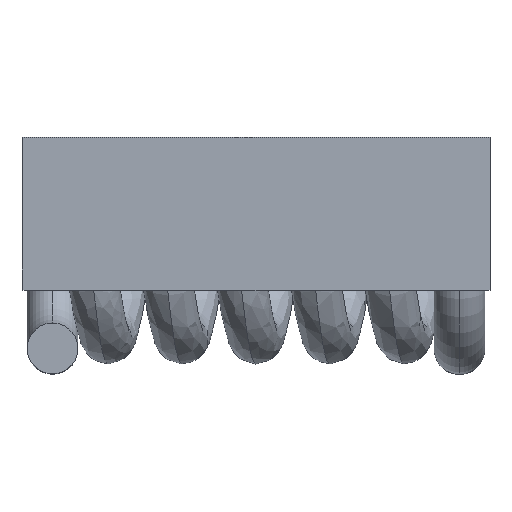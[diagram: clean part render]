
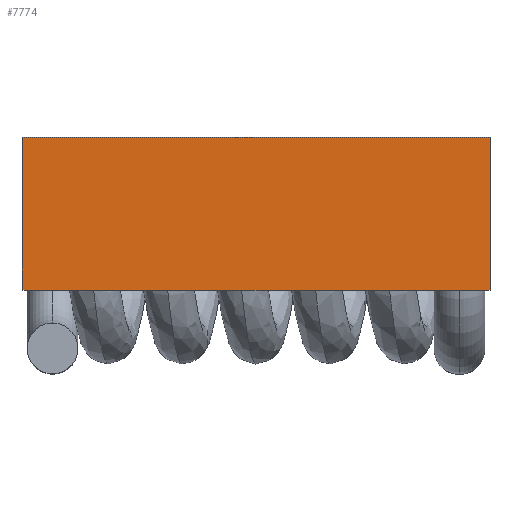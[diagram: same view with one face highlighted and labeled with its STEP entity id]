
A CAD part, top view. The second image highlights one B-rep face of the part: STEP entity #7774.
In plain terms, the highlighted planar face has unit normal (0, 0, 1).
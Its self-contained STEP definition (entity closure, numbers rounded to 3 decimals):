
#150 = VERTEX_POINT ( 'NONE', #3113 ) ;
#627 = VECTOR ( 'NONE', #3361, 1000. ) ;
#740 = CARTESIAN_POINT ( 'NONE',  ( -0.6, -0.75, 2.25 ) ) ;
#819 = DIRECTION ( 'NONE',  ( 0., 1., 0. ) ) ;
#821 = LINE ( 'NONE', #740, #3581 ) ;
#2097 = DIRECTION ( 'NONE',  ( 1., 0., 0. ) ) ;
#2226 = LINE ( 'NONE', #2227, #9006 ) ;
#2227 = CARTESIAN_POINT ( 'NONE',  ( -0.6, -0.75, 2.25 ) ) ;
#3113 = CARTESIAN_POINT ( 'NONE',  ( 8.6, -0.75, 2.25 ) ) ;
#3248 = EDGE_LOOP ( 'NONE', ( #5807, #5692, #5804, #5806 ) ) ;
#3359 = LINE ( 'NONE', #3360, #627 ) ;
#3360 = CARTESIAN_POINT ( 'NONE',  ( -0.6, 2.25, 2.25 ) ) ;
#3361 = DIRECTION ( 'NONE',  ( 1., 0., 0. ) ) ;
#3581 = VECTOR ( 'NONE', #819, 1000. ) ;
#3670 = EDGE_CURVE ( 'NONE', #5688, #150, #2226, .T. ) ;
#3673 = EDGE_CURVE ( 'NONE', #150, #5647, #5145, .T. ) ;
#3720 = EDGE_CURVE ( 'NONE', #5688, #5831, #821, .T. ) ;
#4998 = DIRECTION ( 'NONE',  ( 0., 1., 0. ) ) ;
#5124 = CARTESIAN_POINT ( 'NONE',  ( 8.6, -0.75, 2.25 ) ) ;
#5145 = LINE ( 'NONE', #5124, #9000 ) ;
#5647 = VERTEX_POINT ( 'NONE', #7269 ) ;
#5688 = VERTEX_POINT ( 'NONE', #7102 ) ;
#5692 = ORIENTED_EDGE ( 'NONE', *, *, #7916, .F. ) ;
#5804 = ORIENTED_EDGE ( 'NONE', *, *, #3720, .F. ) ;
#5806 = ORIENTED_EDGE ( 'NONE', *, *, #3670, .T. ) ;
#5807 = ORIENTED_EDGE ( 'NONE', *, *, #3673, .T. ) ;
#5831 = VERTEX_POINT ( 'NONE', #7099 ) ;
#7099 = CARTESIAN_POINT ( 'NONE',  ( -0.6, 2.25, 2.25 ) ) ;
#7102 = CARTESIAN_POINT ( 'NONE',  ( -0.6, -0.75, 2.25 ) ) ;
#7269 = CARTESIAN_POINT ( 'NONE',  ( 8.6, 2.25, 2.25 ) ) ;
#7613 = PLANE ( 'NONE',  #9336 ) ;
#7614 = CARTESIAN_POINT ( 'NONE',  ( -0.6, -0.75, 2.25 ) ) ;
#7615 = DIRECTION ( 'NONE',  ( 0., 0., 1. ) ) ;
#7616 = DIRECTION ( 'NONE',  ( 1., 0., 0. ) ) ;
#7774 = ADVANCED_FACE ( 'NONE', ( #9357 ), #7613, .T. ) ;
#7916 = EDGE_CURVE ( 'NONE', #5831, #5647, #3359, .T. ) ;
#9000 = VECTOR ( 'NONE', #4998, 1000. ) ;
#9006 = VECTOR ( 'NONE', #2097, 1000. ) ;
#9336 = AXIS2_PLACEMENT_3D ( 'NONE', #7614, #7615, #7616 ) ;
#9357 = FACE_OUTER_BOUND ( 'NONE', #3248, .T. ) ;
